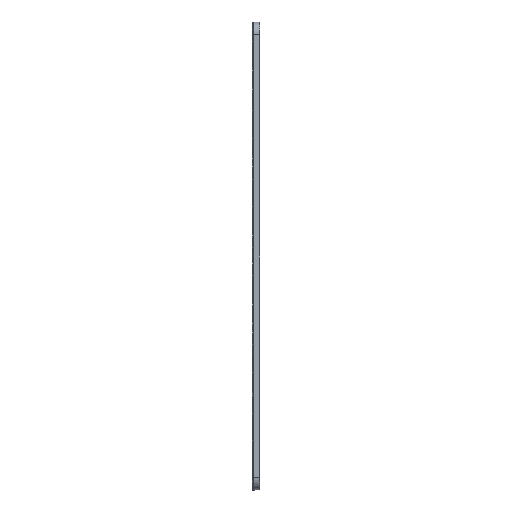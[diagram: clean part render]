
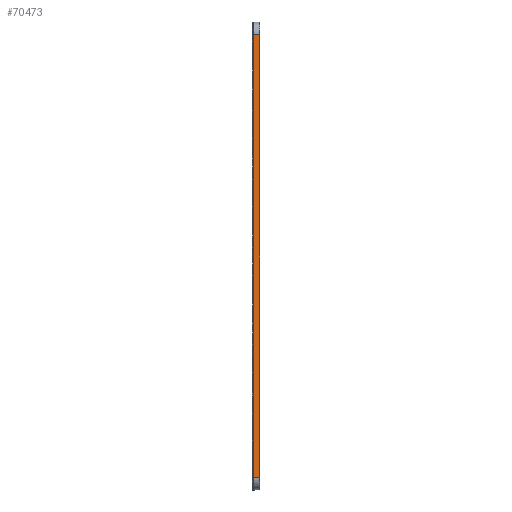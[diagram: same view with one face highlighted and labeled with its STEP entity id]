
A CAD part, left-side view. The second image highlights one B-rep face of the part: STEP entity #70473.
In plain terms, the highlighted planar face has unit normal (-1, 0, 0).
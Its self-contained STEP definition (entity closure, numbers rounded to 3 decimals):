
#284 = CARTESIAN_POINT ( 'NONE',  ( -11.322, 0.188, -4.47 ) ) ;
#1967 = LINE ( 'NONE', #15294, #30568 ) ;
#2219 = CARTESIAN_POINT ( 'NONE',  ( -11.322, 0.188, 1.53 ) ) ;
#2773 = ORIENTED_EDGE ( 'NONE', *, *, #51707, .F. ) ;
#4146 = VERTEX_POINT ( 'NONE', #284 ) ;
#4203 = VECTOR ( 'NONE', #8292, 39.37 ) ;
#5639 = DIRECTION ( 'NONE',  ( 0., 0., 1. ) ) ;
#6287 = DIRECTION ( 'NONE',  ( 0., 0., 1. ) ) ;
#8292 = DIRECTION ( 'NONE',  ( 0., 0., 1. ) ) ;
#8574 = VERTEX_POINT ( 'NONE', #70009 ) ;
#10212 = LINE ( 'NONE', #49167, #109294 ) ;
#12171 = DIRECTION ( 'NONE',  ( 0., 1., 0. ) ) ;
#13163 = CARTESIAN_POINT ( 'NONE',  ( -11.322, 0.188, 5.53 ) ) ;
#13602 = EDGE_CURVE ( 'NONE', #45721, #4146, #92744, .T. ) ;
#14922 = CARTESIAN_POINT ( 'NONE',  ( -11.322, 0.188, -7. ) ) ;
#15294 = CARTESIAN_POINT ( 'NONE',  ( -11.322, 0.188, -7. ) ) ;
#16508 = CARTESIAN_POINT ( 'NONE',  ( -11.322, 0.188, -7. ) ) ;
#16785 = VECTOR ( 'NONE', #5639, 39.37 ) ;
#17532 = VECTOR ( 'NONE', #111509, 39.37 ) ;
#18937 = VERTEX_POINT ( 'NONE', #123967 ) ;
#20193 = DIRECTION ( 'NONE',  ( 0., 0., 1. ) ) ;
#23178 = EDGE_CURVE ( 'NONE', #77759, #107808, #61413, .T. ) ;
#23781 = EDGE_CURVE ( 'NONE', #99578, #77759, #66615, .T. ) ;
#25236 = AXIS2_PLACEMENT_3D ( 'NONE', #132772, #60249, #131370 ) ;
#25358 = PLANE ( 'NONE',  #25236 ) ;
#29055 = EDGE_CURVE ( 'NONE', #18937, #104454, #55770, .T. ) ;
#29643 = DIRECTION ( 'NONE',  ( 0., 0., 1. ) ) ;
#29924 = ORIENTED_EDGE ( 'NONE', *, *, #23781, .F. ) ;
#30568 = VECTOR ( 'NONE', #87671, 39.37 ) ;
#31450 = ORIENTED_EDGE ( 'NONE', *, *, #23178, .F. ) ;
#31542 = EDGE_CURVE ( 'NONE', #123564, #81634, #113970, .T. ) ;
#32174 = DIRECTION ( 'NONE',  ( 0., 0., 1. ) ) ;
#33958 = LINE ( 'NONE', #96511, #113339 ) ;
#34305 = DIRECTION ( 'NONE',  ( 0., 0., 1. ) ) ;
#34775 = EDGE_LOOP ( 'NONE', ( #65465, #82459, #126960, #121671, #91946, #48072, #65573, #2773, #128656, #31450, #29924, #72161, #51678, #112222, #78558, #76825, #49397, #87054 ) ) ;
#35166 = FACE_OUTER_BOUND ( 'NONE', #34775, .T. ) ;
#36352 = CARTESIAN_POINT ( 'NONE',  ( -11.322, 0.188, -7. ) ) ;
#37464 = EDGE_CURVE ( 'NONE', #8574, #99578, #44240, .T. ) ;
#37545 = CARTESIAN_POINT ( 'NONE',  ( -11.322, 0.188, 6.53 ) ) ;
#38038 = CARTESIAN_POINT ( 'NONE',  ( -11.322, 0., 6.625 ) ) ;
#38474 = CARTESIAN_POINT ( 'NONE',  ( -11.322, 0.188, 2.53 ) ) ;
#39832 = VECTOR ( 'NONE', #114650, 39.37 ) ;
#40719 = CARTESIAN_POINT ( 'NONE',  ( -11.322, 0.188, -6.47 ) ) ;
#41011 = CARTESIAN_POINT ( 'NONE',  ( -11.322, 0.188, -7. ) ) ;
#41017 = VERTEX_POINT ( 'NONE', #40719 ) ;
#44240 = LINE ( 'NONE', #75122, #135247 ) ;
#44830 = CARTESIAN_POINT ( 'NONE',  ( -11.322, 0.188, -7. ) ) ;
#45721 = VERTEX_POINT ( 'NONE', #135194 ) ;
#45907 = EDGE_CURVE ( 'NONE', #41017, #45721, #33958, .T. ) ;
#48072 = ORIENTED_EDGE ( 'NONE', *, *, #111422, .F. ) ;
#49167 = CARTESIAN_POINT ( 'NONE',  ( -11.322, 0.188, -7. ) ) ;
#49355 = DIRECTION ( 'NONE',  ( 0., 0., 1. ) ) ;
#49397 = ORIENTED_EDGE ( 'NONE', *, *, #45907, .F. ) ;
#51678 = ORIENTED_EDGE ( 'NONE', *, *, #136508, .F. ) ;
#51707 = EDGE_CURVE ( 'NONE', #97464, #18937, #1967, .T. ) ;
#55770 = LINE ( 'NONE', #121090, #88880 ) ;
#57576 = VECTOR ( 'NONE', #12171, 39.37 ) ;
#60249 = DIRECTION ( 'NONE',  ( 1., 0., 0. ) ) ;
#61413 = LINE ( 'NONE', #16508, #138004 ) ;
#64764 = EDGE_CURVE ( 'NONE', #104397, #41017, #80573, .T. ) ;
#65465 = ORIENTED_EDGE ( 'NONE', *, *, #78621, .T. ) ;
#65573 = ORIENTED_EDGE ( 'NONE', *, *, #29055, .F. ) ;
#66615 = LINE ( 'NONE', #109476, #106534 ) ;
#70009 = CARTESIAN_POINT ( 'NONE',  ( -11.322, 0.188, -1.47 ) ) ;
#70473 = ADVANCED_FACE ( 'NONE', ( #35166 ), #25358, .F. ) ;
#70585 = DIRECTION ( 'NONE',  ( 0., 0., 1. ) ) ;
#72161 = ORIENTED_EDGE ( 'NONE', *, *, #37464, .F. ) ;
#73566 = CARTESIAN_POINT ( 'NONE',  ( -11.322, 0.188, -7. ) ) ;
#75122 = CARTESIAN_POINT ( 'NONE',  ( -11.322, 0.188, -7. ) ) ;
#76103 = CARTESIAN_POINT ( 'NONE',  ( -11.322, 0.188, 6.625 ) ) ;
#76825 = ORIENTED_EDGE ( 'NONE', *, *, #13602, .F. ) ;
#77759 = VERTEX_POINT ( 'NONE', #85413 ) ;
#78232 = VECTOR ( 'NONE', #29643, 39.37 ) ;
#78370 = EDGE_CURVE ( 'NONE', #81634, #93377, #108416, .T. ) ;
#78558 = ORIENTED_EDGE ( 'NONE', *, *, #126801, .F. ) ;
#78621 = EDGE_CURVE ( 'NONE', #104397, #123564, #137753, .T. ) ;
#80573 = LINE ( 'NONE', #36352, #17532 ) ;
#81634 = VERTEX_POINT ( 'NONE', #38038 ) ;
#82459 = ORIENTED_EDGE ( 'NONE', *, *, #31542, .T. ) ;
#82611 = VECTOR ( 'NONE', #32174, 39.37 ) ;
#84438 = CARTESIAN_POINT ( 'NONE',  ( -11.322, 0.188, 6.625 ) ) ;
#85413 = CARTESIAN_POINT ( 'NONE',  ( -11.322, 0.188, 0.53 ) ) ;
#85894 = CARTESIAN_POINT ( 'NONE',  ( -11.322, 0.188, -2.47 ) ) ;
#87054 = ORIENTED_EDGE ( 'NONE', *, *, #64764, .F. ) ;
#87671 = DIRECTION ( 'NONE',  ( 0., 0., 1. ) ) ;
#88756 = DIRECTION ( 'NONE',  ( 0., 0., 1. ) ) ;
#88769 = VECTOR ( 'NONE', #136551, 39.37 ) ;
#88880 = VECTOR ( 'NONE', #88756, 39.37 ) ;
#88962 = EDGE_CURVE ( 'NONE', #114294, #133648, #108717, .T. ) ;
#91266 = EDGE_CURVE ( 'NONE', #107808, #97464, #92183, .T. ) ;
#91946 = ORIENTED_EDGE ( 'NONE', *, *, #88962, .F. ) ;
#92183 = LINE ( 'NONE', #14922, #125824 ) ;
#92217 = CARTESIAN_POINT ( 'NONE',  ( -11.322, 0., -7. ) ) ;
#92744 = LINE ( 'NONE', #113802, #16785 ) ;
#93377 = VERTEX_POINT ( 'NONE', #84438 ) ;
#95083 = CARTESIAN_POINT ( 'NONE',  ( -11.322, 0.188, -7. ) ) ;
#95713 = VERTEX_POINT ( 'NONE', #118829 ) ;
#96054 = LINE ( 'NONE', #73566, #114121 ) ;
#96511 = CARTESIAN_POINT ( 'NONE',  ( -11.322, 0.188, -7. ) ) ;
#97197 = DIRECTION ( 'NONE',  ( 0., 0., 1. ) ) ;
#97464 = VERTEX_POINT ( 'NONE', #38474 ) ;
#99540 = VECTOR ( 'NONE', #107000, 39.37 ) ;
#99578 = VERTEX_POINT ( 'NONE', #120135 ) ;
#102894 = LINE ( 'NONE', #41011, #88769 ) ;
#104397 = VERTEX_POINT ( 'NONE', #111097 ) ;
#104454 = VERTEX_POINT ( 'NONE', #122313 ) ;
#104798 = CARTESIAN_POINT ( 'NONE',  ( -11.322, 0.188, -6.625 ) ) ;
#106534 = VECTOR ( 'NONE', #34305, 39.37 ) ;
#106574 = LINE ( 'NONE', #126951, #4203 ) ;
#107000 = DIRECTION ( 'NONE',  ( 0., 0., 1. ) ) ;
#107808 = VERTEX_POINT ( 'NONE', #2219 ) ;
#108416 = LINE ( 'NONE', #76103, #57576 ) ;
#108717 = LINE ( 'NONE', #44830, #82611 ) ;
#109294 = VECTOR ( 'NONE', #6287, 39.37 ) ;
#109476 = CARTESIAN_POINT ( 'NONE',  ( -11.322, 0.188, -7. ) ) ;
#111097 = CARTESIAN_POINT ( 'NONE',  ( -11.322, 0.188, -6.625 ) ) ;
#111422 = EDGE_CURVE ( 'NONE', #104454, #114294, #102894, .T. ) ;
#111509 = DIRECTION ( 'NONE',  ( 0., 0., 1. ) ) ;
#112222 = ORIENTED_EDGE ( 'NONE', *, *, #126764, .F. ) ;
#113339 = VECTOR ( 'NONE', #97197, 39.37 ) ;
#113802 = CARTESIAN_POINT ( 'NONE',  ( -11.322, 0.188, -7. ) ) ;
#113970 = LINE ( 'NONE', #92217, #78232 ) ;
#114121 = VECTOR ( 'NONE', #20193, 39.37 ) ;
#114294 = VERTEX_POINT ( 'NONE', #13163 ) ;
#114650 = DIRECTION ( 'NONE',  ( 0., -1., 0. ) ) ;
#118829 = CARTESIAN_POINT ( 'NONE',  ( -11.322, 0.188, -3.47 ) ) ;
#119430 = CARTESIAN_POINT ( 'NONE',  ( -11.322, 0., -6.625 ) ) ;
#120135 = CARTESIAN_POINT ( 'NONE',  ( -11.322, 0.188, -0.47 ) ) ;
#121090 = CARTESIAN_POINT ( 'NONE',  ( -11.322, 0.188, -7. ) ) ;
#121671 = ORIENTED_EDGE ( 'NONE', *, *, #123828, .F. ) ;
#122313 = CARTESIAN_POINT ( 'NONE',  ( -11.322, 0.188, 4.53 ) ) ;
#123564 = VERTEX_POINT ( 'NONE', #119430 ) ;
#123828 = EDGE_CURVE ( 'NONE', #133648, #93377, #10212, .T. ) ;
#123967 = CARTESIAN_POINT ( 'NONE',  ( -11.322, 0.188, 3.53 ) ) ;
#125063 = VERTEX_POINT ( 'NONE', #85894 ) ;
#125824 = VECTOR ( 'NONE', #49355, 39.37 ) ;
#126764 = EDGE_CURVE ( 'NONE', #95713, #125063, #106574, .T. ) ;
#126801 = EDGE_CURVE ( 'NONE', #4146, #95713, #96054, .T. ) ;
#126951 = CARTESIAN_POINT ( 'NONE',  ( -11.322, 0.188, -7. ) ) ;
#126960 = ORIENTED_EDGE ( 'NONE', *, *, #78370, .T. ) ;
#128656 = ORIENTED_EDGE ( 'NONE', *, *, #91266, .F. ) ;
#131370 = DIRECTION ( 'NONE',  ( 0., 0., -1. ) ) ;
#132772 = CARTESIAN_POINT ( 'NONE',  ( -11.322, 0.188, -7. ) ) ;
#133648 = VERTEX_POINT ( 'NONE', #37545 ) ;
#135194 = CARTESIAN_POINT ( 'NONE',  ( -11.322, 0.188, -5.47 ) ) ;
#135247 = VECTOR ( 'NONE', #139069, 39.37 ) ;
#136508 = EDGE_CURVE ( 'NONE', #125063, #8574, #138612, .T. ) ;
#136551 = DIRECTION ( 'NONE',  ( 0., 0., 1. ) ) ;
#137753 = LINE ( 'NONE', #104798, #39832 ) ;
#138004 = VECTOR ( 'NONE', #70585, 39.37 ) ;
#138612 = LINE ( 'NONE', #95083, #99540 ) ;
#139069 = DIRECTION ( 'NONE',  ( 0., 0., 1. ) ) ;
